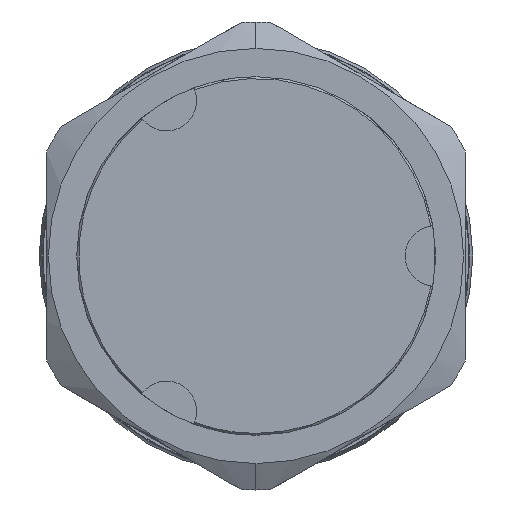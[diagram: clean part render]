
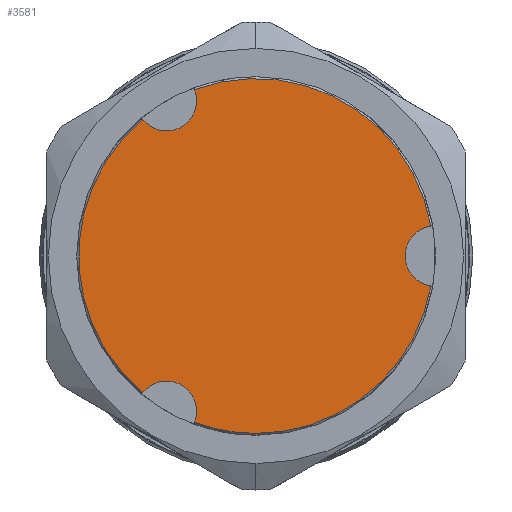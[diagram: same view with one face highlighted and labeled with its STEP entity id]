
A CAD part, left-side view. The second image highlights one B-rep face of the part: STEP entity #3581.
In plain terms, the highlighted planar face has unit normal (-1, 0, 0).
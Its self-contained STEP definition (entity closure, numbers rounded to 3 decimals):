
#487 = CIRCLE ( 'NONE', #7348, 1.6 ) ;
#507 = CIRCLE ( 'NONE', #7373, 9.4 ) ;
#517 = CIRCLE ( 'NONE', #7372, 1.6 ) ;
#537 = CIRCLE ( 'NONE', #2863, 9.4 ) ;
#577 = VERTEX_POINT ( 'NONE', #1485 ) ;
#606 = CIRCLE ( 'NONE', #7403, 9.4 ) ;
#615 = VERTEX_POINT ( 'NONE', #1521 ) ;
#659 = VERTEX_POINT ( 'NONE', #1556 ) ;
#660 = VERTEX_POINT ( 'NONE', #1565 ) ;
#813 = VERTEX_POINT ( 'NONE', #1681 ) ;
#819 = VERTEX_POINT ( 'NONE', #1686 ) ;
#890 = CIRCLE ( 'NONE', #2959, 9.4 ) ;
#893 = CIRCLE ( 'NONE', #3112, 1.6 ) ;
#1485 = CARTESIAN_POINT ( 'NONE',  ( -8.01, 6.004, 7.233 ) ) ;
#1521 = CARTESIAN_POINT ( 'NONE',  ( -8.01, 6.004, -7.233 ) ) ;
#1556 = CARTESIAN_POINT ( 'NONE',  ( -8.01, 0., -9.4 ) ) ;
#1565 = CARTESIAN_POINT ( 'NONE',  ( -8.01, -9.266, 1.583 ) ) ;
#1681 = CARTESIAN_POINT ( 'NONE',  ( -8.01, 3.262, -8.816 ) ) ;
#1686 = CARTESIAN_POINT ( 'NONE',  ( -8.01, 3.262, 8.816 ) ) ;
#1788 = AXIS2_PLACEMENT_3D ( 'NONE', #6103, #6107, #6108 ) ;
#2106 = EDGE_CURVE ( 'NONE', #660, #819, #537, .T. ) ;
#2111 = EDGE_CURVE ( 'NONE', #659, #4323, #890, .T. ) ;
#2124 = EDGE_CURVE ( 'NONE', #660, #4323, #893, .T. ) ;
#2186 = EDGE_CURVE ( 'NONE', #813, #659, #507, .T. ) ;
#2187 = EDGE_CURVE ( 'NONE', #577, #819, #517, .T. ) ;
#2234 = EDGE_CURVE ( 'NONE', #813, #615, #487, .T. ) ;
#2241 = EDGE_CURVE ( 'NONE', #577, #615, #606, .T. ) ;
#2564 = FACE_OUTER_BOUND ( 'NONE', #7758, .T. ) ;
#2863 = AXIS2_PLACEMENT_3D ( 'NONE', #3778, #3776, #3779 ) ;
#2959 = AXIS2_PLACEMENT_3D ( 'NONE', #3957, #3972, #4032 ) ;
#3112 = AXIS2_PLACEMENT_3D ( 'NONE', #3809, #3864, #3799 ) ;
#3342 = DIRECTION ( 'NONE',  ( -1., 0., 0. ) ) ;
#3433 = CARTESIAN_POINT ( 'NONE',  ( -8.01, 0., 0. ) ) ;
#3473 = DIRECTION ( 'NONE',  ( 0., 0.866, -0.5 ) ) ;
#3478 = CARTESIAN_POINT ( 'NONE',  ( -8.01, 4.75, 8.227 ) ) ;
#3479 = DIRECTION ( 'NONE',  ( -1., 0., 0. ) ) ;
#3483 = DIRECTION ( 'NONE',  ( 0., 0., 1. ) ) ;
#3581 = ADVANCED_FACE ( 'NONE', ( #2564 ), #6105, .T. ) ;
#3776 = DIRECTION ( 'NONE',  ( -1., 0., 0. ) ) ;
#3778 = CARTESIAN_POINT ( 'NONE',  ( -8.01, 0., 0. ) ) ;
#3779 = DIRECTION ( 'NONE',  ( 0., 0., 1. ) ) ;
#3799 = DIRECTION ( 'NONE',  ( 0., 0., 1. ) ) ;
#3809 = CARTESIAN_POINT ( 'NONE',  ( -8.01, -9.5, 0. ) ) ;
#3864 = DIRECTION ( 'NONE',  ( -1., 0., 0. ) ) ;
#3957 = CARTESIAN_POINT ( 'NONE',  ( -8.01, 0., 0. ) ) ;
#3972 = DIRECTION ( 'NONE',  ( -1., 0., 0. ) ) ;
#4032 = DIRECTION ( 'NONE',  ( 0., 0., 1. ) ) ;
#4323 = VERTEX_POINT ( 'NONE', #6645 ) ;
#4576 = ORIENTED_EDGE ( 'NONE', *, *, #2234, .F. ) ;
#4577 = ORIENTED_EDGE ( 'NONE', *, *, #2186, .T. ) ;
#4578 = ORIENTED_EDGE ( 'NONE', *, *, #2111, .T. ) ;
#4584 = ORIENTED_EDGE ( 'NONE', *, *, #2106, .T. ) ;
#4585 = ORIENTED_EDGE ( 'NONE', *, *, #2187, .F. ) ;
#4586 = ORIENTED_EDGE ( 'NONE', *, *, #2241, .T. ) ;
#4595 = ORIENTED_EDGE ( 'NONE', *, *, #2124, .F. ) ;
#6103 = CARTESIAN_POINT ( 'NONE',  ( -8.01, 0., 0. ) ) ;
#6105 = PLANE ( 'NONE',  #1788 ) ;
#6107 = DIRECTION ( 'NONE',  ( -1., 0., 0. ) ) ;
#6108 = DIRECTION ( 'NONE',  ( 0., 0., 1. ) ) ;
#6645 = CARTESIAN_POINT ( 'NONE',  ( -8.01, -9.266, -1.583 ) ) ;
#7348 = AXIS2_PLACEMENT_3D ( 'NONE', #7599, #7598, #7597 ) ;
#7372 = AXIS2_PLACEMENT_3D ( 'NONE', #3478, #3479, #3473 ) ;
#7373 = AXIS2_PLACEMENT_3D ( 'NONE', #3433, #3342, #3483 ) ;
#7403 = AXIS2_PLACEMENT_3D ( 'NONE', #7627, #7638, #7636 ) ;
#7597 = DIRECTION ( 'NONE',  ( 0., -0.866, -0.5 ) ) ;
#7598 = DIRECTION ( 'NONE',  ( -1., 0., 0. ) ) ;
#7599 = CARTESIAN_POINT ( 'NONE',  ( -8.01, 4.75, -8.227 ) ) ;
#7627 = CARTESIAN_POINT ( 'NONE',  ( -8.01, 0., 0. ) ) ;
#7636 = DIRECTION ( 'NONE',  ( 0., 0., 1. ) ) ;
#7638 = DIRECTION ( 'NONE',  ( -1., 0., 0. ) ) ;
#7758 = EDGE_LOOP ( 'NONE', ( #4585, #4586, #4576, #4577, #4578, #4595, #4584 ) ) ;
